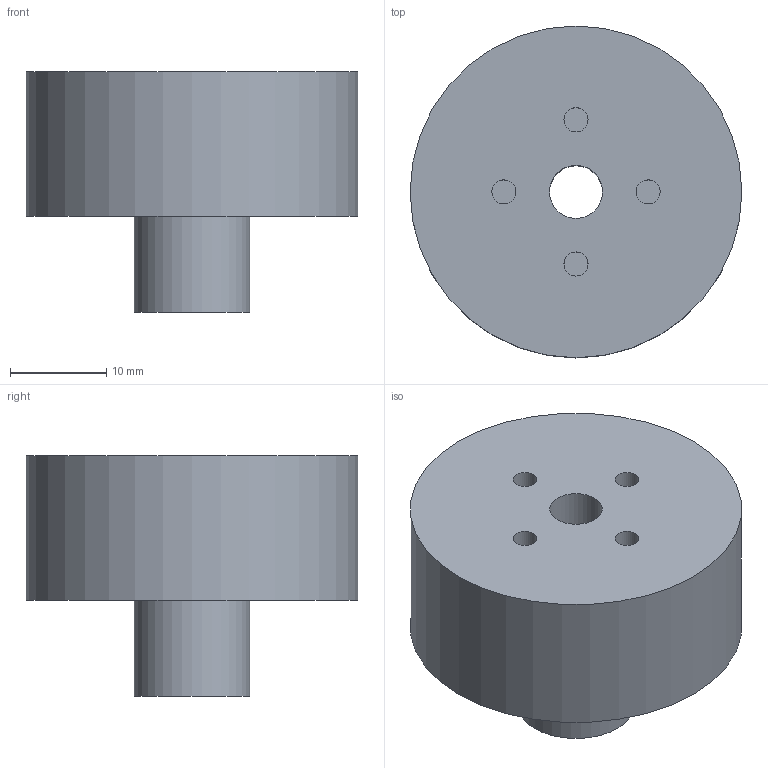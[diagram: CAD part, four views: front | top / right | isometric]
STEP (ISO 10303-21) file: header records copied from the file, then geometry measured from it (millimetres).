
FILE_DESCRIPTION(('FreeCAD Model'),'2;1');
FILE_NAME('Open CASCADE Shape Model','2023-04-03T18:58:35',('Author'),( ''),'Open CASCADE STEP processor 7.5','FreeCAD','Unknown');
FILE_SCHEMA(('AUTOMOTIVE_DESIGN { 1 0 10303 214 1 1 1 1 }'));
Length unit declared in the file: millimetre
Products named in the file (1): BLDC
Bounding box: 34.5 x 34.5 x 25 mm (x, y, z)
Volume: 14363 mm3; surface area: 4571 mm2
Topology: 1 solids, 1 shells, 22 faces, 33 edges, 22 vertices
Faces by surface type: cylinder 11, plane 11
Full cylindrical faces by diameter (mm): 2.5 x8, 5.5 x1, 12 x1, 34.5 x1
Entity records: 525 total; most frequent: DIRECTION 101, CARTESIAN_POINT 78, ORIENTED_EDGE 66, AXIS2_PLACEMENT_3D 45, FACE_BOUND 33, EDGE_LOOP 33, EDGE_CURVE 33, ADVANCED_FACE 22
